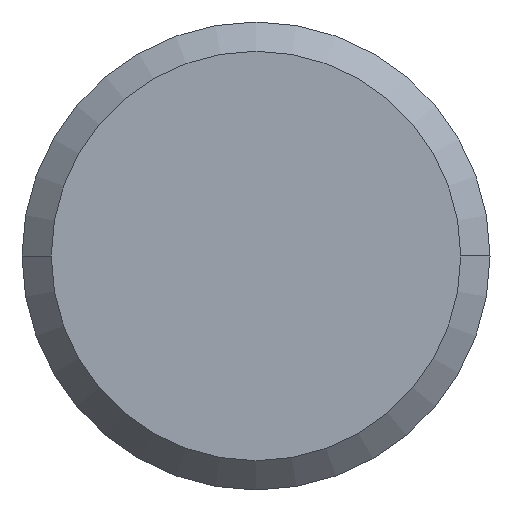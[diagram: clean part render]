
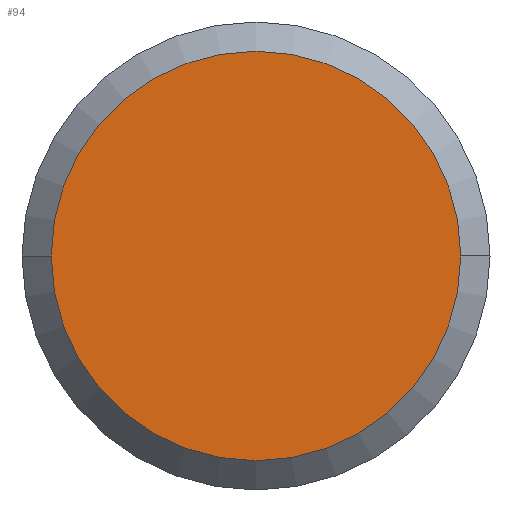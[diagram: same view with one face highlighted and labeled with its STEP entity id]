
A CAD part, left-side view. The second image highlights one B-rep face of the part: STEP entity #94.
In plain terms, the highlighted planar face has unit normal (-1, 0, 0).
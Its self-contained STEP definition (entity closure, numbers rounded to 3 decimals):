
#6 = EDGE_LOOP ( 'NONE', ( #135, #260 ) ) ;
#16 = CARTESIAN_POINT ( 'NONE',  ( -55., -3.5, 0. ) ) ;
#26 = AXIS2_PLACEMENT_3D ( 'NONE', #244, #234, #71 ) ;
#41 = DIRECTION ( 'NONE',  ( 0., 1., 0. ) ) ;
#51 = CIRCLE ( 'NONE', #128, 3.5 ) ;
#71 = DIRECTION ( 'NONE',  ( 0., -1., 0. ) ) ;
#73 = EDGE_CURVE ( 'NONE', #301, #331, #249, .T. ) ;
#94 = ADVANCED_FACE ( 'NONE', ( #108 ), #179, .T. ) ;
#101 = CARTESIAN_POINT ( 'NONE',  ( -55., 0., 0. ) ) ;
#108 = FACE_OUTER_BOUND ( 'NONE', #6, .T. ) ;
#128 = AXIS2_PLACEMENT_3D ( 'NONE', #328, #168, #358 ) ;
#135 = ORIENTED_EDGE ( 'NONE', *, *, #357, .F. ) ;
#168 = DIRECTION ( 'NONE',  ( 1., 0., 0. ) ) ;
#179 = PLANE ( 'NONE',  #26 ) ;
#189 = CARTESIAN_POINT ( 'NONE',  ( -55., 3.5, 0. ) ) ;
#234 = DIRECTION ( 'NONE',  ( -1., 0., 0. ) ) ;
#244 = CARTESIAN_POINT ( 'NONE',  ( -55., 0., 0. ) ) ;
#249 = CIRCLE ( 'NONE', #270, 3.5 ) ;
#260 = ORIENTED_EDGE ( 'NONE', *, *, #73, .F. ) ;
#270 = AXIS2_PLACEMENT_3D ( 'NONE', #101, #288, #41 ) ;
#288 = DIRECTION ( 'NONE',  ( 1., 0., 0. ) ) ;
#301 = VERTEX_POINT ( 'NONE', #16 ) ;
#328 = CARTESIAN_POINT ( 'NONE',  ( -55., 0., 0. ) ) ;
#331 = VERTEX_POINT ( 'NONE', #189 ) ;
#357 = EDGE_CURVE ( 'NONE', #331, #301, #51, .T. ) ;
#358 = DIRECTION ( 'NONE',  ( 0., 1., 0. ) ) ;
